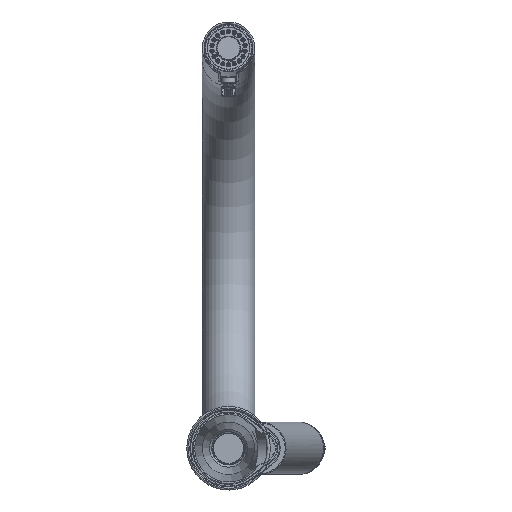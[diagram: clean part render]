
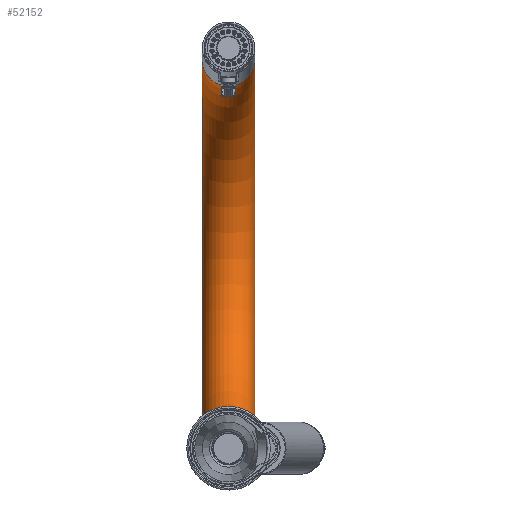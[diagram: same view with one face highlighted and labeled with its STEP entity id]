
A CAD part, front view. The second image highlights one B-rep face of the part: STEP entity #52152.
In plain terms, the highlighted toroidal (fillet/blend) face has major radius 111.232 mm and minor radius 14.999 mm.
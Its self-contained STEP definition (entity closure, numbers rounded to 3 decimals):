
#464=FACE_BOUND('',#14001,.T.);
#998=TOROIDAL_SURFACE('',#57932,111.232,14.999);
#10662=FACE_OUTER_BOUND('',#14000,.T.);
#14000=EDGE_LOOP('',(#43868));
#14001=EDGE_LOOP('',(#43869));
#19347=CIRCLE('',#57917,14.999);
#19355=CIRCLE('',#57928,14.999);
#23370=VERTEX_POINT('',#135448);
#23393=VERTEX_POINT('',#135902);
#30380=EDGE_CURVE('',#23370,#23370,#19347,.T.);
#30405=EDGE_CURVE('',#23393,#23393,#19355,.T.);
#43868=ORIENTED_EDGE('',*,*,#30405,.T.);
#43869=ORIENTED_EDGE('',*,*,#30380,.F.);
#52152=ADVANCED_FACE('',(#10662,#464),#998,.T.);
#57917=AXIS2_PLACEMENT_3D('',#135449,#71067,#71068);
#57928=AXIS2_PLACEMENT_3D('',#135903,#71091,#71092);
#57932=AXIS2_PLACEMENT_3D('',#135909,#71099,#71100);
#71067=DIRECTION('center_axis',(0.,-0.996,
0.087));
#71068=DIRECTION('ref_axis',(0.,0.087,0.996));
#71091=DIRECTION('center_axis',(0.,1.,0.));
#71092=DIRECTION('ref_axis',(0.,0.,-1.));
#71099=DIRECTION('center_axis',(1.,0.,0.));
#71100=DIRECTION('ref_axis',(0.,0.,-1.));
#135448=CARTESIAN_POINT('',(-379.496,468.591,98.825));
#135449=CARTESIAN_POINT('Origin',(-379.496,469.898,113.767));
#135902=CARTESIAN_POINT('',(-379.496,460.203,-93.275));
#135903=CARTESIAN_POINT('Origin',(-379.496,460.203,-108.274));
#135909=CARTESIAN_POINT('Origin',(-379.496,460.203,2.958));
